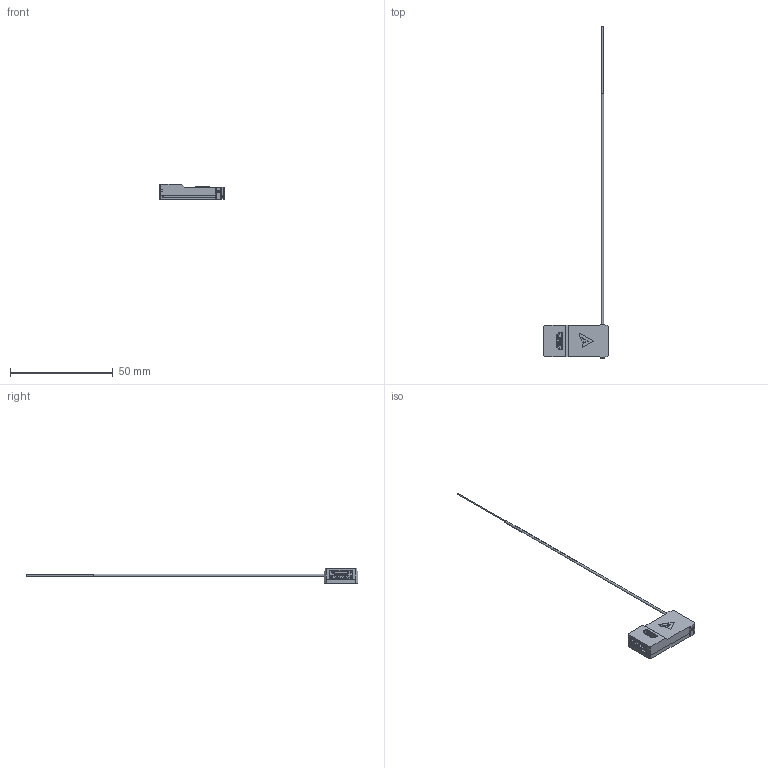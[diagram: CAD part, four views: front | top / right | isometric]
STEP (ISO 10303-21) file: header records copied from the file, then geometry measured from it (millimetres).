
FILE_DESCRIPTION(/* description */ (''),/* implementation_level */ '2;1');
FILE_NAME(/* name */ 'IDME v10.step',/* time_stamp */ '2024-01-24T08:42:57+01:00',/* author */ (''),/* organization */ (''),/* preprocessor_version */ 'ST-DEVELOPER v20',/* originating_system */ 'Autodesk Translation Framework v12.14.0.127',/* authorisation */ '');
FILE_SCHEMA (('AUTOMOTIVE_DESIGN { 1 0 10303 214 3 1 1 }'));
Products named in the file (17): IDME; IDME_case_bottom.STEP; IDME_case_top.STEP; ANT_WIFI_UFL; U.FL; C-2015699-1_1_ASM; C-2015699-1_1_1; U.FL-R-SMT-1; TT-SC1a; PCB_SC1a; SC_shield_3D; USB Micro H SMT.STEP; USB3160_30_0170_0_C_3.STEP; USB3160_30_0170_0_C_5.STEP; SM06B-GHS-TB; PCB_AERO.STEP; IDME_Label
Assembly tree (16 placements, depth 5):
  IDME
    IDME_case_bottom.STEP
    IDME_case_top.STEP
    ANT_WIFI_UFL
      U.FL
        C-2015699-1_1_ASM
          C-2015699-1_1_1
    U.FL-R-SMT-1
    TT-SC1a
      PCB_SC1a
      SC_shield_3D
    USB Micro H SMT.STEP
      USB3160_30_0170_0_C_3.STEP
      USB3160_30_0170_0_C_5.STEP
    SM06B-GHS-TB
    PCB_AERO.STEP
    IDME_Label
Bounding box: 31.5 x 161.45 x 7.39 mm (x, y, z)
Volume: 2222.6 mm3; surface area: 7399.7 mm2
Topology: 21 solids, 21 shells, 4796 faces, 13545 edges, 8951 vertices
Faces by surface type: plane 3344, cylinder 1380, cone 38, bspline 18, torus 10, sphere 6
Full cylindrical faces by diameter (mm): 0.245 x2, 0.5 x1, 0.66 x2, 0.75 x1, 0.8 x1, 0.81 x1, 0.9 x6, 1.1 x1, 1.5 x1, 1.7 x1, 1.86 x1, 1.9 x1, 2 x2, 2.29 x1, 2.69 x1
Entity records: 156489 total; most frequent: CARTESIAN_POINT 28694, ORIENTED_EDGE 27078, DIRECTION 25946, EDGE_CURVE 13539, LINE 10608, VECTOR 10608, VERTEX_POINT 8951, AXIS2_PLACEMENT_3D 7669
